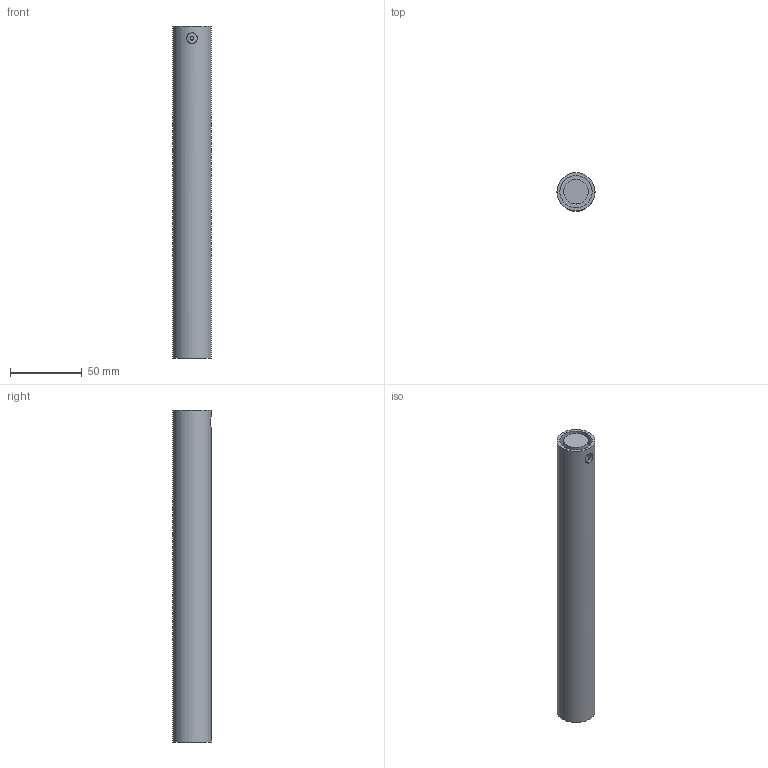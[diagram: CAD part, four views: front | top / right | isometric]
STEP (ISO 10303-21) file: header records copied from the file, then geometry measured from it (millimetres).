
FILE_DESCRIPTION(/* description */ (''),/* implementation_level */ '2;1');
FILE_NAME(/* name */ 'Computer Monitor Riser HUANO legs extension. Taller v16.step',/* time_stamp */ '2024-09-30T19:41:29-07:00',/* author */ (''),/* organization */ (''),/* preprocessor_version */ 'ST-DEVELOPER v20',/* originating_system */ 'Autodesk Translation Framework v13.20.0.188',/* authorisation */ '');
FILE_SCHEMA (('AUTOMOTIVE_DESIGN { 1 0 10303 214 3 1 1 }'));
Length unit declared in the file: millimetre
Products named in the file (1): Computer Monitor Riser HUANO legs extension. Taller
Bounding box: 26.5 x 26.5 x 231.45 mm (x, y, z)
Volume: 110167.7 mm3; surface area: 27623.5 mm2
Topology: 1 solids, 1 shells, 12 faces, 20 edges, 14 vertices
Faces by surface type: plane 6, cylinder 5, cone 1
Full cylindrical faces by diameter (mm): 2.6 x1, 7.5 x1, 17 x1, 22.5 x1, 26.5 x1
Entity records: 417 total; most frequent: CARTESIAN_POINT 148, DIRECTION 50, ORIENTED_EDGE 40, AXIS2_PLACEMENT_3D 22, EDGE_CURVE 20, EDGE_LOOP 18, VERTEX_POINT 14, FACE_OUTER_BOUND 12
